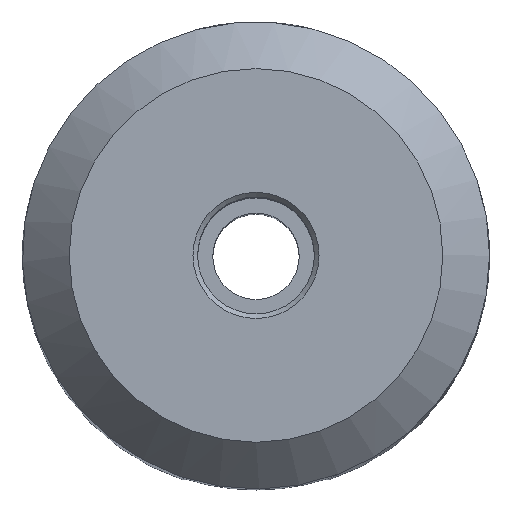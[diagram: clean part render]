
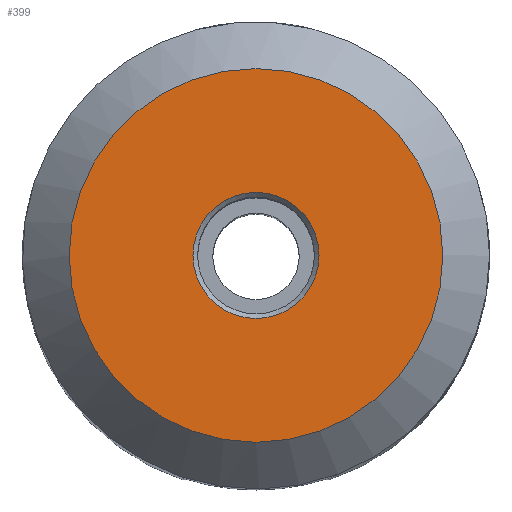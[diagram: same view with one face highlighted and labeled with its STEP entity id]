
A CAD part, top view. The second image highlights one B-rep face of the part: STEP entity #399.
In plain terms, the highlighted planar face has unit normal (0, 0, 1).
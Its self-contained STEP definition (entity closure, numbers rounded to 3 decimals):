
#29 = PLANE ( 'NONE',  #852 ) ;
#148 = DIRECTION ( 'NONE',  ( 0., 0., -1. ) ) ;
#177 = CIRCLE ( 'NONE', #635, 2.7 ) ;
#187 = FACE_BOUND ( 'NONE', #373, .T. ) ;
#199 = FACE_OUTER_BOUND ( 'NONE', #430, .T. ) ;
#234 = CARTESIAN_POINT ( 'NONE',  ( 0., 0., 65. ) ) ;
#255 = ORIENTED_EDGE ( 'NONE', *, *, #263, .T. ) ;
#263 = EDGE_CURVE ( 'NONE', #1094, #1094, #177, .T. ) ;
#322 = DIRECTION ( 'NONE',  ( 1., 0., 0. ) ) ;
#373 = EDGE_LOOP ( 'NONE', ( #255 ) ) ;
#392 = CARTESIAN_POINT ( 'NONE',  ( 0., 0., 65. ) ) ;
#399 = ADVANCED_FACE ( 'NONE', ( #187, #199 ), #29, .T. ) ;
#427 = DIRECTION ( 'NONE',  ( 1., 0., 0. ) ) ;
#430 = EDGE_LOOP ( 'NONE', ( #887 ) ) ;
#465 = DIRECTION ( 'NONE',  ( 0., 0., 1. ) ) ;
#485 = CARTESIAN_POINT ( 'NONE',  ( 2.7, 0., 65. ) ) ;
#635 = AXIS2_PLACEMENT_3D ( 'NONE', #392, #148, #322 ) ;
#740 = AXIS2_PLACEMENT_3D ( 'NONE', #234, #1107, #427 ) ;
#812 = DIRECTION ( 'NONE',  ( 1., 0., 0. ) ) ;
#852 = AXIS2_PLACEMENT_3D ( 'NONE', #984, #465, #812 ) ;
#875 = EDGE_CURVE ( 'NONE', #1018, #1018, #890, .T. ) ;
#887 = ORIENTED_EDGE ( 'NONE', *, *, #875, .T. ) ;
#890 = CIRCLE ( 'NONE', #740, 8. ) ;
#984 = CARTESIAN_POINT ( 'NONE',  ( 0., 0., 65. ) ) ;
#1018 = VERTEX_POINT ( 'NONE', #1104 ) ;
#1094 = VERTEX_POINT ( 'NONE', #485 ) ;
#1104 = CARTESIAN_POINT ( 'NONE',  ( 8., 0., 65. ) ) ;
#1107 = DIRECTION ( 'NONE',  ( 0., 0., 1. ) ) ;
